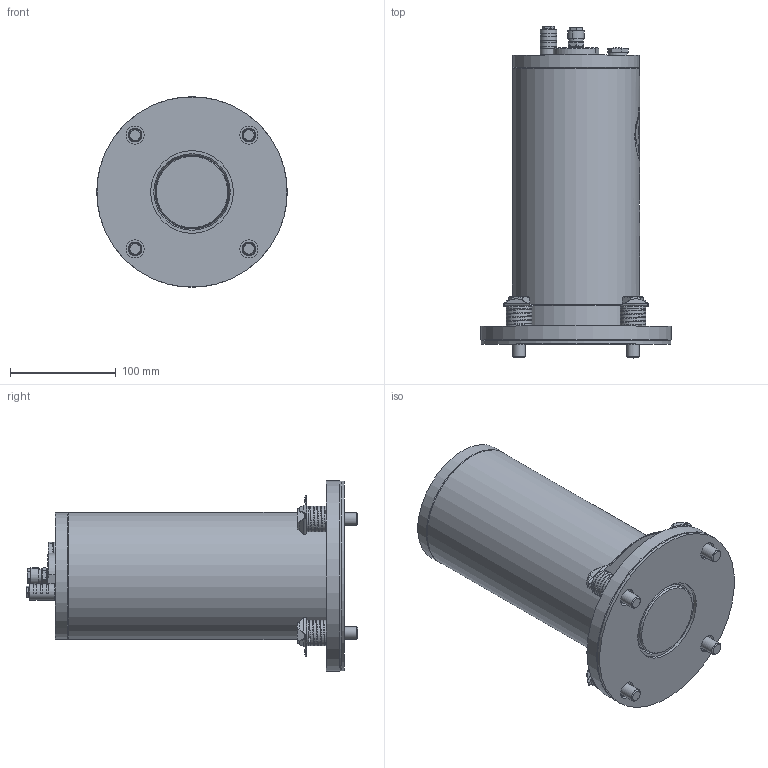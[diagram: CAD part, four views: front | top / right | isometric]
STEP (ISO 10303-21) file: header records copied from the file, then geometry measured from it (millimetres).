
FILE_DESCRIPTION (( 'STEP AP214' ), '1' );
FILE_NAME ('PKL 2100.STEP', '2015-04-07T12:50:14', ( 'Netter' ), ( 'Microsoft' ), 'SwSTEP 2.0', 'SolidWorks 2015', '' );
FILE_SCHEMA (( 'AUTOMOTIVE_DESIGN' ));
Length unit declared in the file: millimetre
Products named in the file (1): PKL 2100
Bounding box: 180 x 313.5 x 180 mm (x, y, z)
Volume: 3600170.4 mm3; surface area: 319571 mm2
Topology: 13 solids, 13 shells, 717 faces, 1720 edges, 1072 vertices
Faces by surface type: plane 258, cylinder 184, bspline 177, cone 79, torus 13, sphere 6
Full cylindrical faces by diameter (mm): 7 x1, 8.566 x2, 9.73 x1, 10.5 x1, 11.445 x1, 12 x4, 12.5 x4, 13 x8, 13.16 x1, 13.4 x1, 15.5 x1, 17 x4, 17.9 x1, 24 x4, 34.4 x1, 34.5 x1, 36 x2, 69 x1, 70 x1, 72 x1, 78 x1, 105.2 x1, 110 x4, 120 x2, 180 x2
Entity records: 43054 total; most frequent: CARTESIAN_POINT 28379, ORIENTED_EDGE 3194, DIRECTION 2401, EDGE_CURVE 1597, VERTEX_POINT 1035, AXIS2_PLACEMENT_3D 978, EDGE_LOOP 878, FACE_OUTER_BOUND 777
